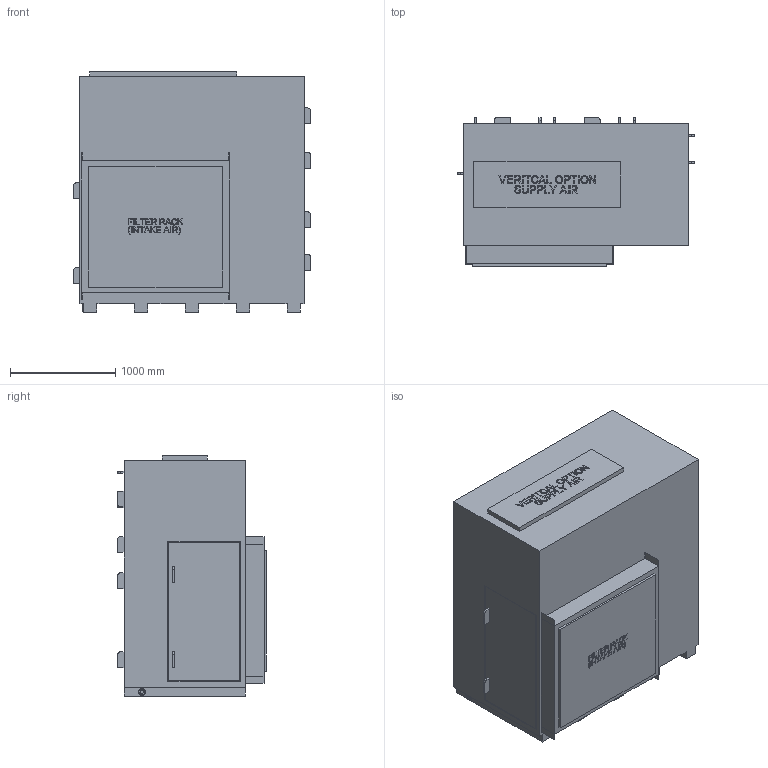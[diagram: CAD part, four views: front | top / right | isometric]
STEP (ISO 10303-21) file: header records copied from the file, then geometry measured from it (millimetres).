
FILE_DESCRIPTION(/* description */ ('PR E8 Desiccant'),/* implementation_level */ '2;1');
FILE_NAME(/* name */ 'MI A V (VERT)',/* time_stamp */ '2022-02-11T10:29:23-05:00',/* author */ ('Joshua Ramsey'),/* organization */ ('Addison-HVAC'),/* preprocessor_version */ 'ST-DEVELOPER v18.1',/* originating_system */ 'Solid Edge',/* authorisation */ 'Unknown');
FILE_SCHEMA (('AUTOMOTIVE_DESIGN {1 0 10303 214 3 1 1}'));
Length unit declared in the file: inch
Products named in the file (1): MI A 3D CAD
Bounding box: 2250.32 x 1410.2 x 2282.55 mm (x, y, z)
Volume: 5708598298 mm3; surface area: 23235085.6 mm2
Topology: 1 solids, 1 shells, 618 faces, 1560 edges, 1040 vertices
Faces by surface type: plane 543, bspline 56, cylinder 18, torus 1
Full cylindrical faces by diameter (mm): 29.901 x1, 68.263 x1
Entity records: 24433 total; most frequent: CARTESIAN_POINT 10958, ORIENTED_EDGE 3104, DIRECTION 2057, EDGE_CURVE 1552, VERTEX_POINT 1039, LINE 857, VECTOR 857, EDGE_LOOP 721
